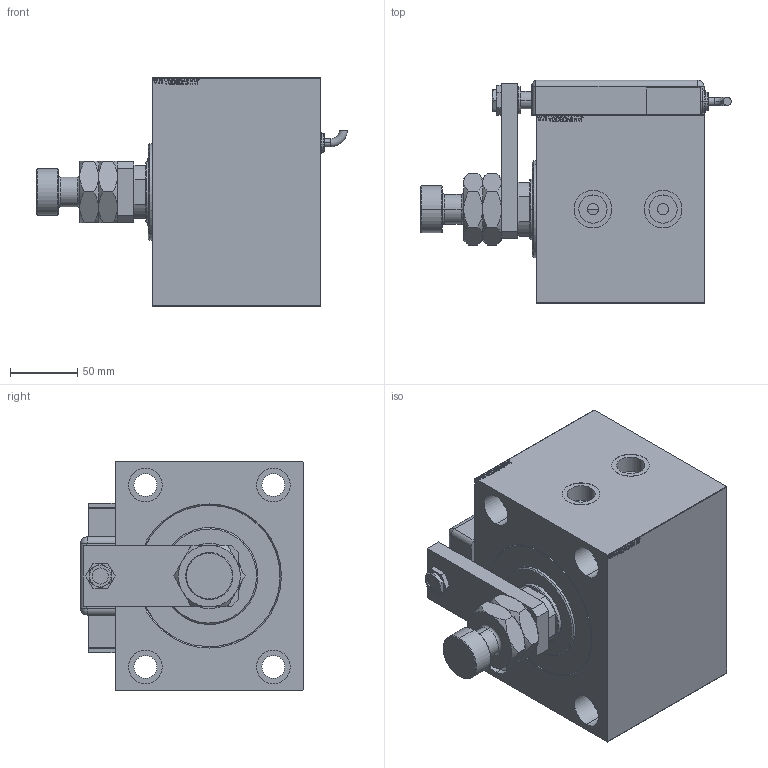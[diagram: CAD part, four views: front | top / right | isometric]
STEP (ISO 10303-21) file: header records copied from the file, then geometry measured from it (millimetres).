
FILE_DESCRIPTION (( 'STEP AP203' ), '1' );
FILE_NAME ('bffd.STEP', '2024-02-12T07:47:32', ( '' ), ( '' ), 'SwSTEP 2.0', 'SolidWorks 2019', '' );
FILE_SCHEMA (( 'CONFIG_CONTROL_DESIGN' ));
Length unit declared in the file: millimetre
Products named in the file (14): KRYT a03e289804621b16dc6839c3222aaee2; V450CM_VC_B a03e289804621b16dc6839c3222aaee2; bffd; SWITCH_Q_FRONT_BACK a03e289804621b16dc6839c3222aaee2; TYC a03e289804621b16dc6839c3222aaee2; SWITCH DIM A_G a03e289804621b16dc6839c3222aaee2; V450CM_C_VCP a03e289804621b16dc6839c3222aaee2; NUT_D19 a03e289804621b16dc6839c3222aaee2; V450CM_C_Body a03e289804621b16dc6839c3222aaee2; ZARAZKA_Q a03e289804621b16dc6839c3222aaee2; MAGNETIC SWITCH Q a03e289804621b16dc6839c3222aaee2; NUT_D13 a03e289804621b16dc6839c3222aaee2; SWITCH Q a03e289804621b16dc6839c3222aaee2; Q_T_W_MFA a03e289804621b16dc6839c3222aaee2
Assembly tree (14 placements, depth 3):
  bffd
    V450CM_C_Body a03e289804621b16dc6839c3222aaee2
    V450CM_C_VCP a03e289804621b16dc6839c3222aaee2
    V450CM_VC_B a03e289804621b16dc6839c3222aaee2
    MAGNETIC SWITCH Q a03e289804621b16dc6839c3222aaee2
      SWITCH_Q_FRONT_BACK a03e289804621b16dc6839c3222aaee2
      TYC a03e289804621b16dc6839c3222aaee2
      ZARAZKA_Q a03e289804621b16dc6839c3222aaee2
      SWITCH DIM A_G a03e289804621b16dc6839c3222aaee2
      NUT_D19 a03e289804621b16dc6839c3222aaee2
      NUT_D13 a03e289804621b16dc6839c3222aaee2
      KRYT a03e289804621b16dc6839c3222aaee2
      SWITCH Q a03e289804621b16dc6839c3222aaee2  x2
    Q_T_W_MFA a03e289804621b16dc6839c3222aaee2
Bounding box: 230.76 x 165.8 x 170 mm (x, y, z)
Volume: 3004943.4 mm3; surface area: 310961.8 mm2
Topology: 14 solids, 14 shells, 1302 faces, 3273 edges, 2149 vertices
Faces by surface type: plane 632, bspline 471, cylinder 121, cone 50, torus 26, sphere 2
Entity records: 61565 total; most frequent: CARTESIAN_POINT 32793, ORIENTED_EDGE 6350, DIRECTION 4093, EDGE_CURVE 3175, VERTEX_POINT 2089, VECTOR 1847, LINE 1847, EDGE_LOOP 1438
